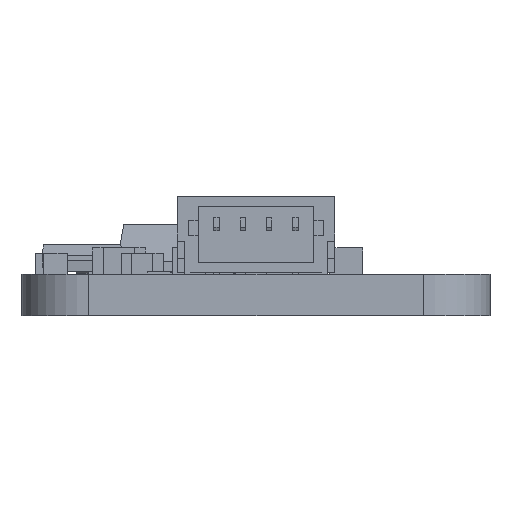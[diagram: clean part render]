
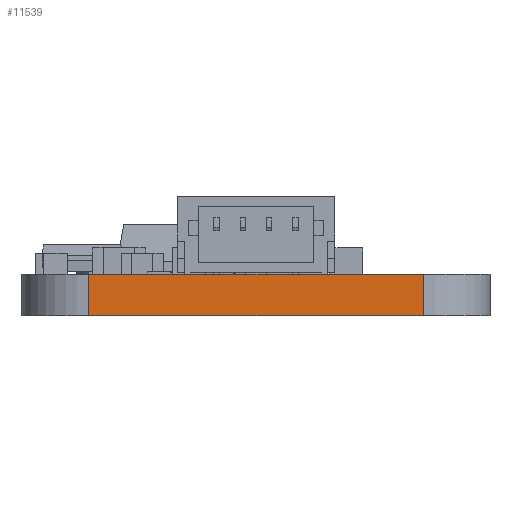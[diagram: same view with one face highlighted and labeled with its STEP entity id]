
A CAD part, left-side view. The second image highlights one B-rep face of the part: STEP entity #11539.
In plain terms, the highlighted planar face has unit normal (-1, 0, 0).
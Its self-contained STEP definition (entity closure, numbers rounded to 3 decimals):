
#217=PLANE('',#12370);
#778=FACE_OUTER_BOUND('',#1402,.T.);
#1402=EDGE_LOOP('',(#7950,#7951,#7952,#7953));
#2119=LINE('',#16476,#3538);
#2120=LINE('',#16479,#3539);
#2121=LINE('',#16481,#3540);
#2122=LINE('',#16482,#3541);
#3538=VECTOR('',#13385,10.);
#3539=VECTOR('',#13388,10.);
#3540=VECTOR('',#13389,10.);
#3541=VECTOR('',#13390,10.);
#5193=VERTEX_POINT('',#16472);
#5194=VERTEX_POINT('',#16474);
#5195=VERTEX_POINT('',#16478);
#5196=VERTEX_POINT('',#16480);
#6289=EDGE_CURVE('',#5193,#5194,#2119,.T.);
#6290=EDGE_CURVE('',#5195,#5193,#2120,.T.);
#6291=EDGE_CURVE('',#5196,#5194,#2121,.T.);
#6292=EDGE_CURVE('',#5195,#5196,#2122,.T.);
#7950=ORIENTED_EDGE('',*,*,#6290,.T.);
#7951=ORIENTED_EDGE('',*,*,#6289,.T.);
#7952=ORIENTED_EDGE('',*,*,#6291,.F.);
#7953=ORIENTED_EDGE('',*,*,#6292,.F.);
#11539=ADVANCED_FACE('',(#778),#217,.T.);
#12370=AXIS2_PLACEMENT_3D('',#16477,#13386,#13387);
#13385=DIRECTION('',(0.,0.,1.));
#13386=DIRECTION('center_axis',(-1.,0.,0.));
#13387=DIRECTION('ref_axis',(0.,-1.,0.));
#13388=DIRECTION('',(0.,-1.,0.));
#13389=DIRECTION('',(0.,-1.,0.));
#13390=DIRECTION('',(0.,0.,1.));
#16472=CARTESIAN_POINT('',(0.,2.54,0.));
#16474=CARTESIAN_POINT('',(0.,2.54,1.57));
#16476=CARTESIAN_POINT('',(0.,2.54,0.));
#16477=CARTESIAN_POINT('Origin',(0.,15.24,0.));
#16478=CARTESIAN_POINT('',(0.,15.24,0.));
#16479=CARTESIAN_POINT('',(0.,15.24,0.));
#16480=CARTESIAN_POINT('',(0.,15.24,1.57));
#16481=CARTESIAN_POINT('',(0.,15.24,1.57));
#16482=CARTESIAN_POINT('',(0.,15.24,0.));
